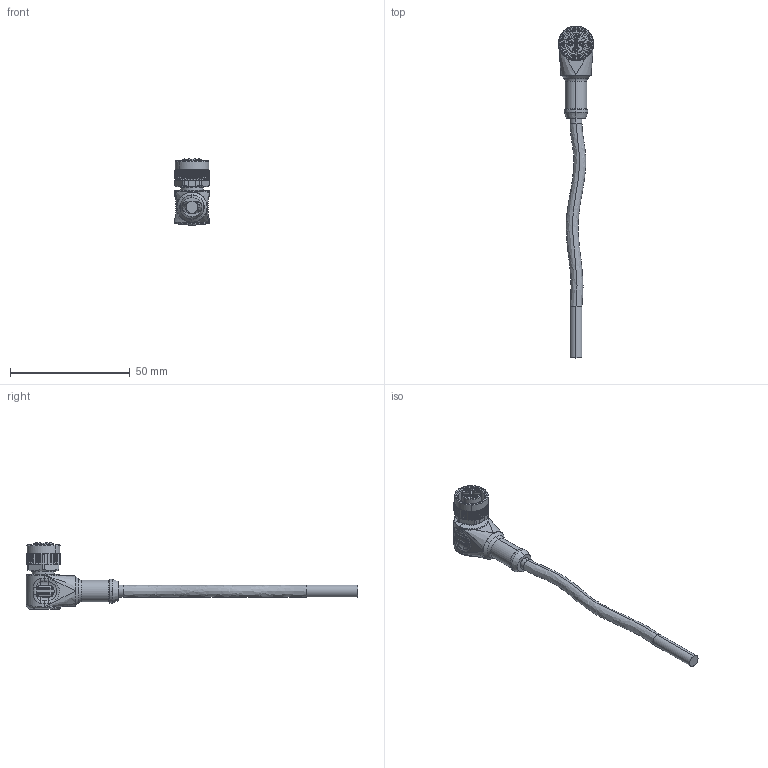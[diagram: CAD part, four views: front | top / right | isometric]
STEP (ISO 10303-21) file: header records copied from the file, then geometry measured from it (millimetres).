
FILE_DESCRIPTION (( 'STEP AP203' ), '1' );
FILE_NAME ('LKW-SCA-5.STEP', '2019-04-08T15:17:59', ( '' ), ( '' ), 'SwSTEP 2.0', 'SolidWorks 2018', '' );
FILE_SCHEMA (( 'CONFIG_CONTROL_DESIGN' ));
Length unit declared in the file: millimetre
Products named in the file (1): LKW-SCA-5
Bounding box: 14.5 x 138.5 x 27.6 mm (x, y, z)
Volume: 7921.2 mm3; surface area: 4953.4 mm2
Topology: 2 solids, 2 shells, 671 faces, 1745 edges, 1103 vertices
Faces by surface type: plane 285, cylinder 201, bspline 94, cone 52, torus 23, sphere 16
Entity records: 25432 total; most frequent: CARTESIAN_POINT 9818, ORIENTED_EDGE 3482, DIRECTION 2933, EDGE_CURVE 1741, VERTEX_POINT 1103, AXIS2_PLACEMENT_3D 1095, VECTOR 743, LINE 743
